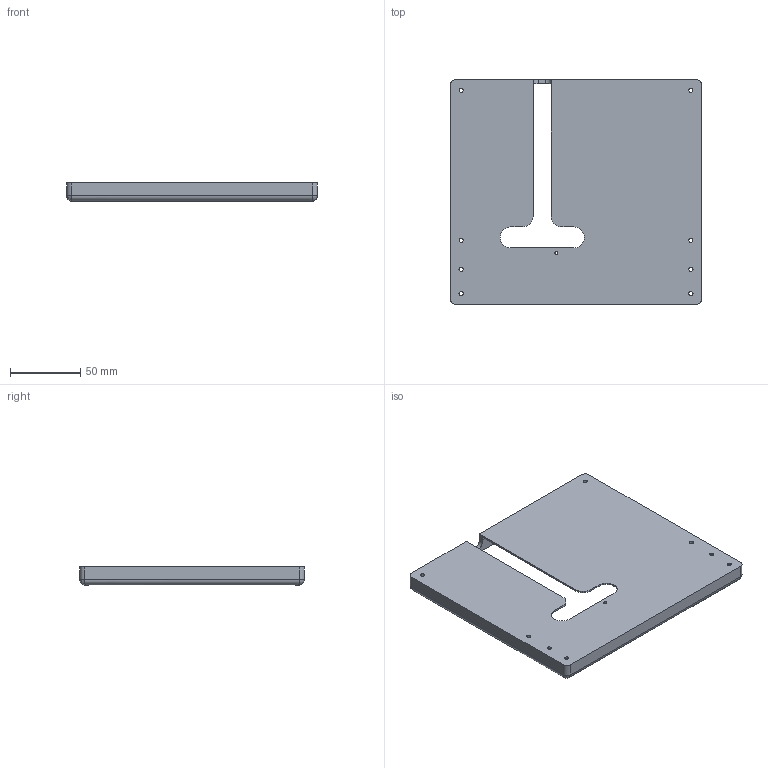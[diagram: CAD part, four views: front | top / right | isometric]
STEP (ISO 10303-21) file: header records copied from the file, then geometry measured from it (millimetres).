
FILE_DESCRIPTION(/* description */ (''),/* implementation_level */ '2;1');
FILE_NAME(/* name */ 'peacock-trackpad-low-v4.step',/* time_stamp */ '2024-02-05T10:56:10Z',/* author */ (''),/* organization */ (''),/* preprocessor_version */ 'ST-DEVELOPER v20',/* originating_system */ 'Autodesk Translation Framework v12.20.1.177',/* authorisation */ '');
FILE_SCHEMA (('AUTOMOTIVE_DESIGN { 1 0 10303 214 3 1 1 }'));
Length unit declared in the file: millimetre
Products named in the file (1): trackpad-low
Bounding box: 179 x 160.17 x 13.05 mm (x, y, z)
Volume: 56792 mm3; surface area: 71334.6 mm2
Topology: 1 solids, 1 shells, 550 faces, 1385 edges, 801 vertices
Faces by surface type: plane 352, cylinder 178, bspline 13, torus 7
Full cylindrical faces by diameter (mm): 2.2 x1, 2.95 x4, 3 x4, 3.2 x4, 7.468 x2
Entity records: 16859 total; most frequent: CARTESIAN_POINT 3440, DIRECTION 2877, ORIENTED_EDGE 2764, EDGE_CURVE 1382, AXIS2_PLACEMENT_3D 979, LINE 919, VECTOR 919, VERTEX_POINT 800
